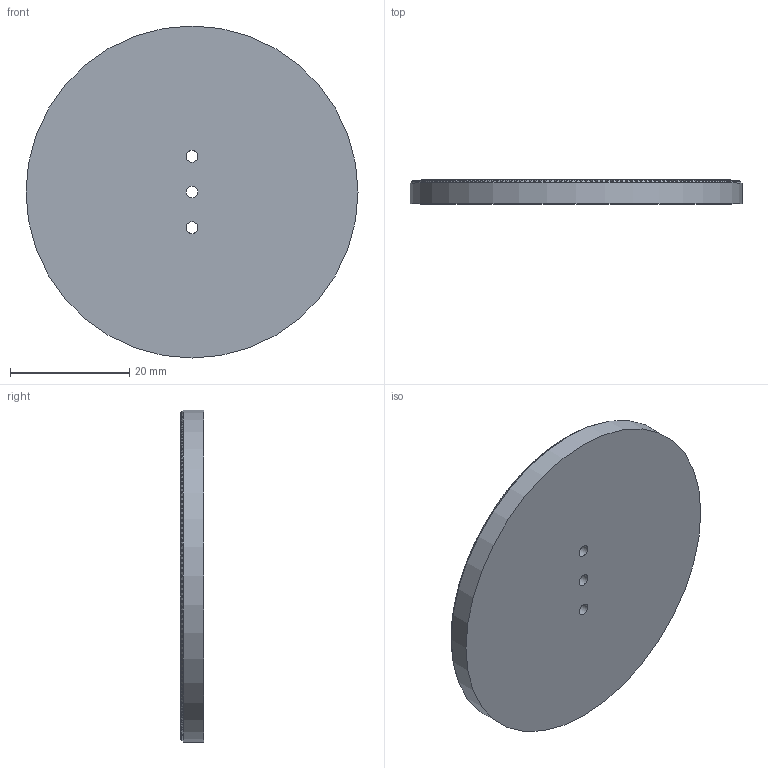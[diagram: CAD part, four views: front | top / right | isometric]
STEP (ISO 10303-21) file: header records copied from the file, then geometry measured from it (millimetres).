
FILE_DESCRIPTION(/* description */ (''),/* implementation_level */ '2;1');
FILE_NAME(/* name */ 'ENCODER.step',/* time_stamp */ '2023-07-28T18:14:31-05:00',/* author */ (''),/* organization */ (''),/* preprocessor_version */ 'ST-DEVELOPER v19.2',/* originating_system */ 'Autodesk Translation Framework v12.6.0.85',/* authorisation */ '');
FILE_SCHEMA (('AUTOMOTIVE_DESIGN { 1 0 10303 214 3 1 1 }'));
Length unit declared in the file: millimetre
Products named in the file (1): ENCODER
Bounding box: 55.75 x 4 x 55.75 mm (x, y, z)
Volume: 9553.5 mm3; surface area: 6105.2 mm2
Topology: 1 solids, 1 shells, 1011 faces, 3020 edges, 2013 vertices
Faces by surface type: plane 604, cylinder 406, cone 1
Full cylindrical faces by diameter (mm): 2 x3, 4 x2, 55.75 x1
Entity records: 37922 total; most frequent: CARTESIAN_POINT 10246, ORIENTED_EDGE 6040, DIRECTION 5655, EDGE_CURVE 3020, VERTEX_POINT 2013, LINE 2007, VECTOR 2007, AXIS2_PLACEMENT_3D 1824
